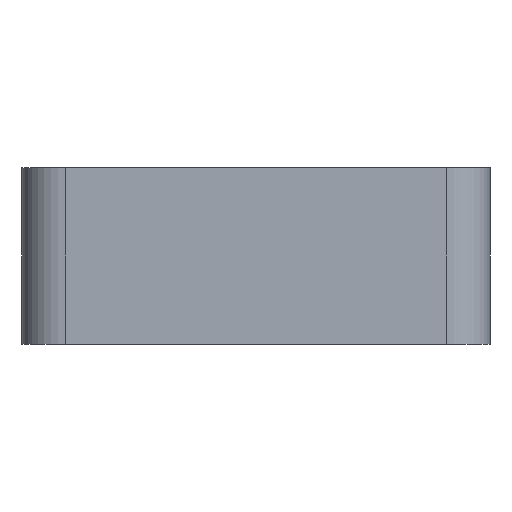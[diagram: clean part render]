
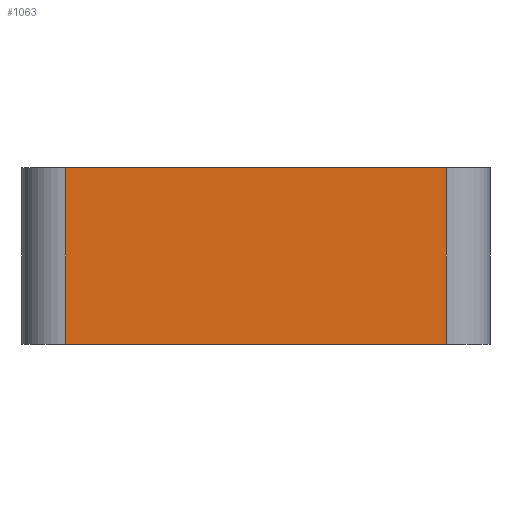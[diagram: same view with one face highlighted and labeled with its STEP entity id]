
A CAD part, front view. The second image highlights one B-rep face of the part: STEP entity #1063.
In plain terms, the highlighted planar face has unit normal (0, -1, 0).
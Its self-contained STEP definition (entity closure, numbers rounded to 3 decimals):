
#203 = VERTEX_POINT('',#204);
#204 = CARTESIAN_POINT('',(-17.5,-33.5,16.25));
#211 = EDGE_CURVE('',#212,#203,#214,.T.);
#212 = VERTEX_POINT('',#213);
#213 = CARTESIAN_POINT('',(-17.5,-33.5,0.));
#214 = LINE('',#215,#216);
#215 = CARTESIAN_POINT('',(-17.5,-33.5,0.));
#216 = VECTOR('',#217,1.);
#217 = DIRECTION('',(0.,0.,1.));
#236 = EDGE_CURVE('',#237,#212,#239,.T.);
#237 = VERTEX_POINT('',#238);
#238 = CARTESIAN_POINT('',(17.5,-33.5,0.));
#239 = LINE('',#240,#241);
#240 = CARTESIAN_POINT('',(17.5,-33.5,0.));
#241 = VECTOR('',#242,1.);
#242 = DIRECTION('',(-1.,0.,0.));
#535 = EDGE_CURVE('',#536,#203,#538,.T.);
#536 = VERTEX_POINT('',#537);
#537 = CARTESIAN_POINT('',(17.5,-33.5,16.25));
#538 = LINE('',#539,#540);
#539 = CARTESIAN_POINT('',(17.5,-33.5,16.25));
#540 = VECTOR('',#541,1.);
#541 = DIRECTION('',(-1.,0.,0.));
#1063 = ADVANCED_FACE('',(#1064),#1075,.T.);
#1064 = FACE_BOUND('',#1065,.T.);
#1065 = EDGE_LOOP('',(#1066,#1072,#1073,#1074));
#1066 = ORIENTED_EDGE('',*,*,#1067,.T.);
#1067 = EDGE_CURVE('',#237,#536,#1068,.T.);
#1068 = LINE('',#1069,#1070);
#1069 = CARTESIAN_POINT('',(17.5,-33.5,0.));
#1070 = VECTOR('',#1071,1.);
#1071 = DIRECTION('',(0.,0.,1.));
#1072 = ORIENTED_EDGE('',*,*,#535,.T.);
#1073 = ORIENTED_EDGE('',*,*,#211,.F.);
#1074 = ORIENTED_EDGE('',*,*,#236,.F.);
#1075 = PLANE('',#1076);
#1076 = AXIS2_PLACEMENT_3D('',#1077,#1078,#1079);
#1077 = CARTESIAN_POINT('',(17.5,-33.5,0.));
#1078 = DIRECTION('',(0.,-1.,0.));
#1079 = DIRECTION('',(-1.,0.,0.));
